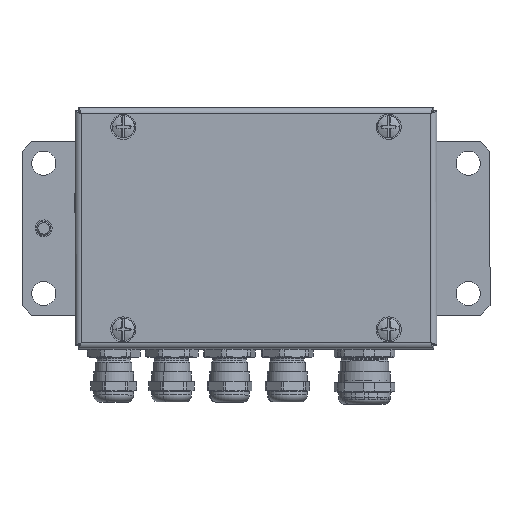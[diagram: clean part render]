
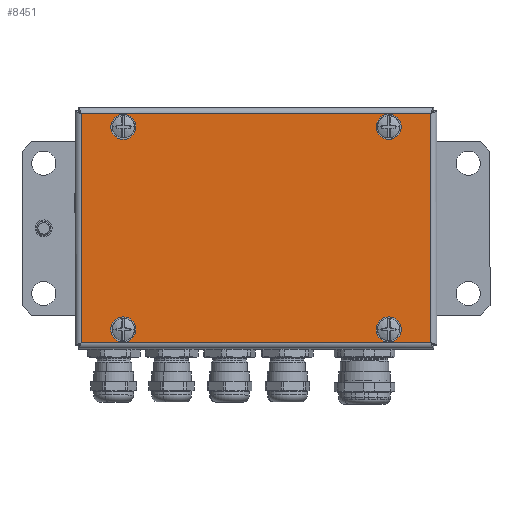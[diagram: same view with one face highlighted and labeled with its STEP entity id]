
A CAD part, top view. The second image highlights one B-rep face of the part: STEP entity #8451.
In plain terms, the highlighted face is planar.
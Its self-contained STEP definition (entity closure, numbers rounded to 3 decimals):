
#364 = DIRECTION ( 'NONE',  ( 0., 0., -1. ) ) ;
#1413 = EDGE_LOOP ( 'NONE', ( #9300, #35257 ) ) ;
#2148 = EDGE_LOOP ( 'NONE', ( #38215, #31595 ) ) ;
#2219 = AXIS2_PLACEMENT_3D ( 'NONE', #39318, #364, #36056 ) ;
#2373 = VERTEX_POINT ( 'NONE', #9790 ) ;
#3000 = VERTEX_POINT ( 'NONE', #6344 ) ;
#3618 = CARTESIAN_POINT ( 'NONE',  ( 55., 42., 0. ) ) ;
#4053 = DIRECTION ( 'NONE',  ( -1., 0., 0. ) ) ;
#4393 = AXIS2_PLACEMENT_3D ( 'NONE', #9839, #31122, #12862 ) ;
#5743 = CIRCLE ( 'NONE', #36682, 4. ) ;
#5930 = DIRECTION ( 'NONE',  ( 0., 0., -1. ) ) ;
#6187 = EDGE_CURVE ( 'NONE', #13945, #24889, #22263, .T. ) ;
#6344 = CARTESIAN_POINT ( 'NONE',  ( 51., -42., 0. ) ) ;
#6762 = VECTOR ( 'NONE', #4053, 1000. ) ;
#6820 = FACE_BOUND ( 'NONE', #1413, .T. ) ;
#7107 = LINE ( 'NONE', #39056, #23247 ) ;
#7519 = DIRECTION ( 'NONE',  ( 0., 0., 1. ) ) ;
#7837 = AXIS2_PLACEMENT_3D ( 'NONE', #27378, #9164, #30434 ) ;
#8049 = ORIENTED_EDGE ( 'NONE', *, *, #31079, .T. ) ;
#8344 = VERTEX_POINT ( 'NONE', #27383 ) ;
#8374 = CARTESIAN_POINT ( 'NONE',  ( -72.5, -48.743, 0. ) ) ;
#8451 = ADVANCED_FACE ( 'NONE', ( #38199, #6820, #22965, #39147, #30146 ), #11917, .F. ) ;
#8719 = CIRCLE ( 'NONE', #12535, 4. ) ;
#8999 = DIRECTION ( 'NONE',  ( 1., 0., 0. ) ) ;
#9164 = DIRECTION ( 'NONE',  ( 0., 0., -1. ) ) ;
#9300 = ORIENTED_EDGE ( 'NONE', *, *, #6187, .F. ) ;
#9790 = CARTESIAN_POINT ( 'NONE',  ( 51., 42., 0. ) ) ;
#9839 = CARTESIAN_POINT ( 'NONE',  ( 55., -42., 0. ) ) ;
#10022 = CARTESIAN_POINT ( 'NONE',  ( 73.743, -47.5, 0. ) ) ;
#10458 = AXIS2_PLACEMENT_3D ( 'NONE', #28226, #27302, #30327 ) ;
#10769 = CARTESIAN_POINT ( 'NONE',  ( -72.5, 47.5, 0. ) ) ;
#11445 = EDGE_CURVE ( 'NONE', #2373, #38219, #8719, .T. ) ;
#11917 = PLANE ( 'NONE',  #34856 ) ;
#12297 = VECTOR ( 'NONE', #26413, 1000. ) ;
#12535 = AXIS2_PLACEMENT_3D ( 'NONE', #3618, #22553, #13528 ) ;
#12629 = LINE ( 'NONE', #28414, #28866 ) ;
#12862 = DIRECTION ( 'NONE',  ( 1., 0., 0. ) ) ;
#13270 = EDGE_CURVE ( 'NONE', #37232, #15640, #16004, .T. ) ;
#13528 = DIRECTION ( 'NONE',  ( -1., 0., 0. ) ) ;
#13945 = VERTEX_POINT ( 'NONE', #19219 ) ;
#14344 = EDGE_CURVE ( 'NONE', #30213, #8344, #12629, .T. ) ;
#14977 = ORIENTED_EDGE ( 'NONE', *, *, #31984, .F. ) ;
#15118 = DIRECTION ( 'NONE',  ( 0., 0., -1. ) ) ;
#15640 = VERTEX_POINT ( 'NONE', #17403 ) ;
#16004 = CIRCLE ( 'NONE', #2219, 4. ) ;
#16693 = CARTESIAN_POINT ( 'NONE',  ( -72.5, -47.5, 0. ) ) ;
#17146 = ORIENTED_EDGE ( 'NONE', *, *, #27811, .T. ) ;
#17258 = EDGE_LOOP ( 'NONE', ( #24595, #24605 ) ) ;
#17337 = ORIENTED_EDGE ( 'NONE', *, *, #31338, .F. ) ;
#17403 = CARTESIAN_POINT ( 'NONE',  ( -59., 42., 0. ) ) ;
#17526 = DIRECTION ( 'NONE',  ( 0., 0., -1. ) ) ;
#17658 = CIRCLE ( 'NONE', #4393, 4. ) ;
#17729 = DIRECTION ( 'NONE',  ( 0., -1., 0. ) ) ;
#18231 = EDGE_CURVE ( 'NONE', #38219, #2373, #30060, .T. ) ;
#19219 = CARTESIAN_POINT ( 'NONE',  ( -59., -42., 0. ) ) ;
#20613 = VERTEX_POINT ( 'NONE', #16693 ) ;
#22263 = CIRCLE ( 'NONE', #10458, 4. ) ;
#22553 = DIRECTION ( 'NONE',  ( 0., 0., -1. ) ) ;
#22578 = CARTESIAN_POINT ( 'NONE',  ( 72.5, -47.5, 0. ) ) ;
#22965 = FACE_BOUND ( 'NONE', #2148, .T. ) ;
#22968 = CARTESIAN_POINT ( 'NONE',  ( 59., 42., 0. ) ) ;
#23017 = CARTESIAN_POINT ( 'NONE',  ( 59., -42., 0. ) ) ;
#23247 = VECTOR ( 'NONE', #17729, 1000. ) ;
#24136 = CARTESIAN_POINT ( 'NONE',  ( -55., -42., 0. ) ) ;
#24595 = ORIENTED_EDGE ( 'NONE', *, *, #11445, .F. ) ;
#24605 = ORIENTED_EDGE ( 'NONE', *, *, #18231, .F. ) ;
#24889 = VERTEX_POINT ( 'NONE', #27220 ) ;
#26413 = DIRECTION ( 'NONE',  ( 0., 1., 0. ) ) ;
#27217 = DIRECTION ( 'NONE',  ( -1., 0., 0. ) ) ;
#27220 = CARTESIAN_POINT ( 'NONE',  ( -51., -42., 0. ) ) ;
#27302 = DIRECTION ( 'NONE',  ( 0., 0., -1. ) ) ;
#27378 = CARTESIAN_POINT ( 'NONE',  ( -55., 42., 0. ) ) ;
#27383 = CARTESIAN_POINT ( 'NONE',  ( 72.5, 47.5, 0. ) ) ;
#27811 = EDGE_CURVE ( 'NONE', #20613, #30213, #36592, .T. ) ;
#27960 = EDGE_CURVE ( 'NONE', #24889, #13945, #38976, .T. ) ;
#28226 = CARTESIAN_POINT ( 'NONE',  ( -55., -42., 0. ) ) ;
#28414 = CARTESIAN_POINT ( 'NONE',  ( -73.743, 47.5, 0. ) ) ;
#28866 = VECTOR ( 'NONE', #8999, 1000. ) ;
#29239 = VERTEX_POINT ( 'NONE', #22578 ) ;
#29417 = AXIS2_PLACEMENT_3D ( 'NONE', #24136, #5930, #27217 ) ;
#29824 = AXIS2_PLACEMENT_3D ( 'NONE', #33359, #15118, #36411 ) ;
#30060 = CIRCLE ( 'NONE', #29824, 4. ) ;
#30146 = FACE_OUTER_BOUND ( 'NONE', #32276, .T. ) ;
#30213 = VERTEX_POINT ( 'NONE', #10769 ) ;
#30327 = DIRECTION ( 'NONE',  ( -1., 0., 0. ) ) ;
#30434 = DIRECTION ( 'NONE',  ( 1., 0., 0. ) ) ;
#31079 = EDGE_CURVE ( 'NONE', #29239, #20613, #31969, .T. ) ;
#31122 = DIRECTION ( 'NONE',  ( 0., 0., -1. ) ) ;
#31154 = CIRCLE ( 'NONE', #7837, 4. ) ;
#31338 = EDGE_CURVE ( 'NONE', #3000, #37644, #5743, .T. ) ;
#31595 = ORIENTED_EDGE ( 'NONE', *, *, #13270, .F. ) ;
#31969 = LINE ( 'NONE', #10022, #6762 ) ;
#31984 = EDGE_CURVE ( 'NONE', #37644, #3000, #17658, .T. ) ;
#32276 = EDGE_LOOP ( 'NONE', ( #8049, #17146, #39061, #35078 ) ) ;
#33359 = CARTESIAN_POINT ( 'NONE',  ( 55., 42., 0. ) ) ;
#34242 = CARTESIAN_POINT ( 'NONE',  ( -75., 50., 0. ) ) ;
#34261 = EDGE_LOOP ( 'NONE', ( #17337, #14977 ) ) ;
#34856 = AXIS2_PLACEMENT_3D ( 'NONE', #34242, #7519, #38387 ) ;
#35073 = EDGE_CURVE ( 'NONE', #15640, #37232, #31154, .T. ) ;
#35078 = ORIENTED_EDGE ( 'NONE', *, *, #38359, .T. ) ;
#35257 = ORIENTED_EDGE ( 'NONE', *, *, #27960, .F. ) ;
#35543 = CARTESIAN_POINT ( 'NONE',  ( -51., 42., 0. ) ) ;
#35771 = CARTESIAN_POINT ( 'NONE',  ( 55., -42., 0. ) ) ;
#36056 = DIRECTION ( 'NONE',  ( 1., 0., 0. ) ) ;
#36411 = DIRECTION ( 'NONE',  ( -1., 0., 0. ) ) ;
#36592 = LINE ( 'NONE', #8374, #12297 ) ;
#36682 = AXIS2_PLACEMENT_3D ( 'NONE', #35771, #17526, #38858 ) ;
#37232 = VERTEX_POINT ( 'NONE', #35543 ) ;
#37644 = VERTEX_POINT ( 'NONE', #23017 ) ;
#38199 = FACE_BOUND ( 'NONE', #34261, .T. ) ;
#38215 = ORIENTED_EDGE ( 'NONE', *, *, #35073, .F. ) ;
#38219 = VERTEX_POINT ( 'NONE', #22968 ) ;
#38359 = EDGE_CURVE ( 'NONE', #8344, #29239, #7107, .T. ) ;
#38387 = DIRECTION ( 'NONE',  ( 1., 0., 0. ) ) ;
#38858 = DIRECTION ( 'NONE',  ( 1., 0., 0. ) ) ;
#38976 = CIRCLE ( 'NONE', #29417, 4. ) ;
#39056 = CARTESIAN_POINT ( 'NONE',  ( 72.5, 48.743, 0. ) ) ;
#39061 = ORIENTED_EDGE ( 'NONE', *, *, #14344, .T. ) ;
#39147 = FACE_BOUND ( 'NONE', #17258, .T. ) ;
#39318 = CARTESIAN_POINT ( 'NONE',  ( -55., 42., 0. ) ) ;
